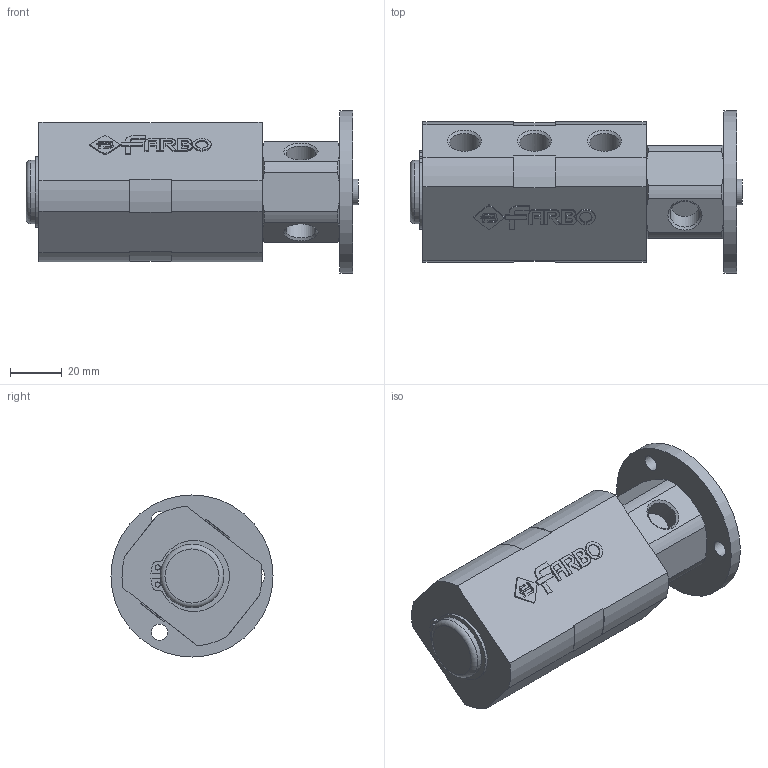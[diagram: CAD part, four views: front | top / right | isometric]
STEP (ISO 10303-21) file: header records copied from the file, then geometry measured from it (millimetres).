
FILE_DESCRIPTION(/* description */ ('STEP AP203'),/* implementation_level */ '2;1');
FILE_NAME(/* name */ '322.V322',/* time_stamp */ '2023-04-04T14:04:38+02:00',/* author */ ('License CC BY-ND 4.0'),/* organization */ ('CADENAS'),/* preprocessor_version */ 'ST-DEVELOPER v19.3',/* originating_system */ 'PARTsolutions',/* authorisation */ ' ');
FILE_SCHEMA (('CONFIG_CONTROL_DESIGN'));
Length unit declared in the file: millimetre
Products named in the file (5): 322.V322; Logo FARBO (0-0-10.75-); 322.V0_outlet; Circlip UNI 7435 24; 322.V0_inlet
Assembly tree (5 placements, depth 2):
  322.V322
    Logo FARBO (0-0-10.75-)  x2
    322.V0_outlet
    Circlip UNI 7435 24
    322.V0_inlet
Bounding box: 128 x 62.5 x 62.5 mm (x, y, z)
Volume: 200870.6 mm3; surface area: 44637.1 mm2
Topology: 5 solids, 5 shells, 356 faces, 920 edges, 613 vertices
Faces by surface type: plane 225, cylinder 112, cone 18, torus 1
Full cylindrical faces by diameter (mm): 0.71 x24, 2 x2, 6.25 x3, 10 x1, 11.445 x6, 22.9 x1, 24.5 x2, 62.5 x1
Entity records: 6864 total; most frequent: CARTESIAN_POINT 1264, DIRECTION 1148, ORIENTED_EDGE 1066, EDGE_CURVE 533, AXIS2_PLACEMENT_3D 410, VERTEX_POINT 373, LINE 328, VECTOR 328
